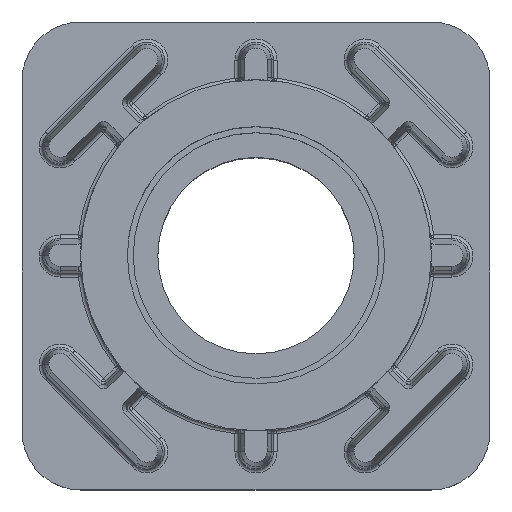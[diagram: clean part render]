
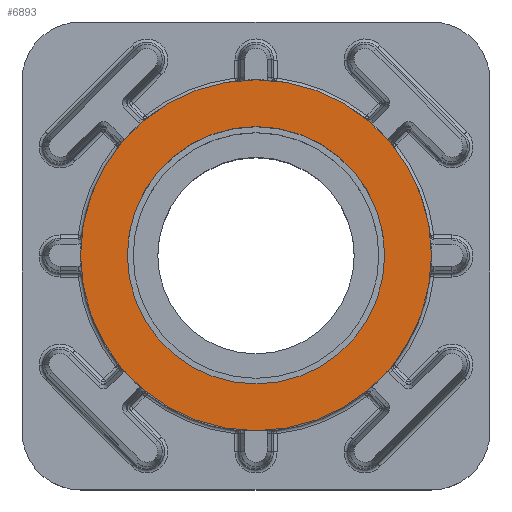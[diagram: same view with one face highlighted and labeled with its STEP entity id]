
A CAD part, top view. The second image highlights one B-rep face of the part: STEP entity #6893.
In plain terms, the highlighted planar face has unit normal (0, 0, 1).
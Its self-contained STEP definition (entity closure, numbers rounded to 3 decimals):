
#6 = AXIS2_PLACEMENT_3D ( 'NONE', #6050, #6025, #5988 ) ;
#634 = ORIENTED_EDGE ( 'NONE', *, *, #4577, .T. ) ;
#908 = AXIS2_PLACEMENT_3D ( 'NONE', #9988, #9975, #9964 ) ;
#944 = EDGE_CURVE ( 'NONE', #7892, #3532, #1648, .T. ) ;
#1192 = EDGE_CURVE ( 'NONE', #1726, #10493, #8785, .T. ) ;
#1300 = EDGE_CURVE ( 'NONE', #3532, #7892, #3716, .T. ) ;
#1303 = EDGE_LOOP ( 'NONE', ( #11237, #9464 ) ) ;
#1648 = CIRCLE ( 'NONE', #908, 11. ) ;
#1726 = VERTEX_POINT ( 'NONE', #5761 ) ;
#1874 = DIRECTION ( 'NONE',  ( 0., 0., 1. ) ) ;
#1880 = DIRECTION ( 'NONE',  ( 1., 0., 0. ) ) ;
#1895 = DIRECTION ( 'NONE',  ( 0., 0., 1. ) ) ;
#1922 = CARTESIAN_POINT ( 'NONE',  ( 0., 0., 43. ) ) ;
#2909 = CARTESIAN_POINT ( 'NONE',  ( 0., 0., 43. ) ) ;
#3108 = EDGE_LOOP ( 'NONE', ( #7668, #634 ) ) ;
#3532 = VERTEX_POINT ( 'NONE', #9127 ) ;
#3716 = CIRCLE ( 'NONE', #11816, 11. ) ;
#3856 = PLANE ( 'NONE',  #4048 ) ;
#3964 = FACE_BOUND ( 'NONE', #1303, .T. ) ;
#4048 = AXIS2_PLACEMENT_3D ( 'NONE', #2909, #5604, #10144 ) ;
#4472 = AXIS2_PLACEMENT_3D ( 'NONE', #7361, #1874, #8280 ) ;
#4577 = EDGE_CURVE ( 'NONE', #10493, #1726, #9626, .T. ) ;
#5604 = DIRECTION ( 'NONE',  ( 0., 0., 1. ) ) ;
#5609 = CARTESIAN_POINT ( 'NONE',  ( 11., 0., 43. ) ) ;
#5761 = CARTESIAN_POINT ( 'NONE',  ( -15., 0., 43. ) ) ;
#5988 = DIRECTION ( 'NONE',  ( 1., 0., 0. ) ) ;
#6025 = DIRECTION ( 'NONE',  ( 0., 0., 1. ) ) ;
#6050 = CARTESIAN_POINT ( 'NONE',  ( 0., 0., 43. ) ) ;
#6893 = ADVANCED_FACE ( 'NONE', ( #3964, #10850 ), #3856, .T. ) ;
#7361 = CARTESIAN_POINT ( 'NONE',  ( 0., 0., 43. ) ) ;
#7668 = ORIENTED_EDGE ( 'NONE', *, *, #1192, .T. ) ;
#7892 = VERTEX_POINT ( 'NONE', #5609 ) ;
#8280 = DIRECTION ( 'NONE',  ( 1., 0., 0. ) ) ;
#8785 = CIRCLE ( 'NONE', #6, 15. ) ;
#9127 = CARTESIAN_POINT ( 'NONE',  ( -11., 0., 43. ) ) ;
#9464 = ORIENTED_EDGE ( 'NONE', *, *, #944, .F. ) ;
#9626 = CIRCLE ( 'NONE', #4472, 15. ) ;
#9964 = DIRECTION ( 'NONE',  ( 1., 0., 0. ) ) ;
#9975 = DIRECTION ( 'NONE',  ( 0., 0., 1. ) ) ;
#9988 = CARTESIAN_POINT ( 'NONE',  ( 0., 0., 43. ) ) ;
#10144 = DIRECTION ( 'NONE',  ( 1., 0., 0. ) ) ;
#10493 = VERTEX_POINT ( 'NONE', #11316 ) ;
#10850 = FACE_OUTER_BOUND ( 'NONE', #3108, .T. ) ;
#11237 = ORIENTED_EDGE ( 'NONE', *, *, #1300, .F. ) ;
#11316 = CARTESIAN_POINT ( 'NONE',  ( 15., 0., 43. ) ) ;
#11816 = AXIS2_PLACEMENT_3D ( 'NONE', #1922, #1895, #1880 ) ;
